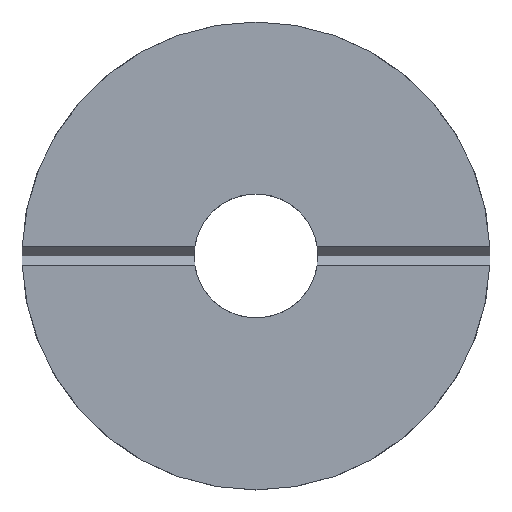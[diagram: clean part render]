
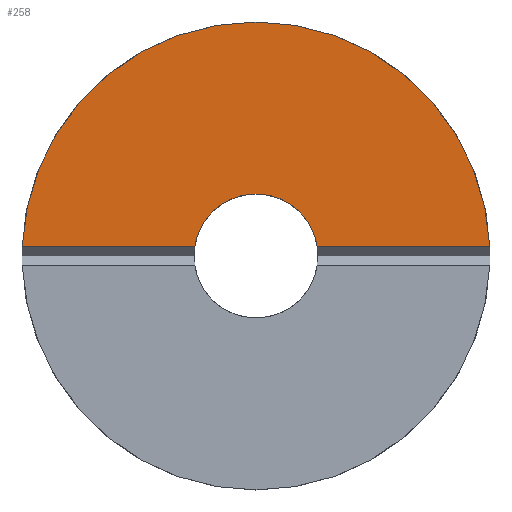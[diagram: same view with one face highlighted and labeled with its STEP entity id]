
A CAD part, top view. The second image highlights one B-rep face of the part: STEP entity #258.
In plain terms, the highlighted planar face has unit normal (0, 0, 1).
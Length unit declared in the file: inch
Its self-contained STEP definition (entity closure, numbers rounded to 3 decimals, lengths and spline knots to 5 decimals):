
#17 = EDGE_CURVE ( 'NONE', #207, #81, #293, .T. ) ;
#25 = AXIS2_PLACEMENT_3D ( 'NONE', #115, #197, #90 ) ;
#33 = AXIS2_PLACEMENT_3D ( 'NONE', #125, #230, #157 ) ;
#36 = AXIS2_PLACEMENT_3D ( 'NONE', #199, #168, #241 ) ;
#58 = EDGE_CURVE ( 'NONE', #239, #207, #284, .T. ) ;
#68 = EDGE_CURVE ( 'NONE', #119, #239, #311, .T. ) ;
#69 = EDGE_CURVE ( 'NONE', #119, #81, #379, .T. ) ;
#72 = PLANE ( 'NONE',  #36 ) ;
#81 = VERTEX_POINT ( 'NONE', #114 ) ;
#90 = DIRECTION ( 'NONE',  ( 1., 0., 0. ) ) ;
#114 = CARTESIAN_POINT ( 'NONE',  ( -0.13149, 0.02, 0. ) ) ;
#115 = CARTESIAN_POINT ( 'NONE',  ( 0., 0., 0. ) ) ;
#119 = VERTEX_POINT ( 'NONE', #166 ) ;
#120 = CARTESIAN_POINT ( 'NONE',  ( -0.5021, 0.02, 0. ) ) ;
#125 = CARTESIAN_POINT ( 'NONE',  ( 0., 0., 0. ) ) ;
#137 = CARTESIAN_POINT ( 'NONE',  ( -0.625, 0.02, 0. ) ) ;
#157 = DIRECTION ( 'NONE',  ( 1., 0., 0. ) ) ;
#159 = DIRECTION ( 'NONE',  ( 1., 0., 0. ) ) ;
#166 = CARTESIAN_POINT ( 'NONE',  ( 0.13149, 0.02, 0. ) ) ;
#168 = DIRECTION ( 'NONE',  ( 0., 0., 1. ) ) ;
#173 = CARTESIAN_POINT ( 'NONE',  ( 0.5021, 0.02, 0. ) ) ;
#197 = DIRECTION ( 'NONE',  ( 0., 0., 1. ) ) ;
#199 = CARTESIAN_POINT ( 'NONE',  ( 0., 0., 0. ) ) ;
#204 = CARTESIAN_POINT ( 'NONE',  ( -0.625, 0.02, 0. ) ) ;
#207 = VERTEX_POINT ( 'NONE', #120 ) ;
#228 = DIRECTION ( 'NONE',  ( 1., 0., 0. ) ) ;
#230 = DIRECTION ( 'NONE',  ( 0., 0., 1. ) ) ;
#239 = VERTEX_POINT ( 'NONE', #173 ) ;
#241 = DIRECTION ( 'NONE',  ( 1., 0., 0. ) ) ;
#258 = ADVANCED_FACE ( 'NONE', ( #381 ), #72, .T. ) ;
#264 = EDGE_LOOP ( 'NONE', ( #337, #273, #340, #270 ) ) ;
#267 = VECTOR ( 'NONE', #228, 39.37008 ) ;
#270 = ORIENTED_EDGE ( 'NONE', *, *, #69, .F. ) ;
#273 = ORIENTED_EDGE ( 'NONE', *, *, #58, .T. ) ;
#284 = CIRCLE ( 'NONE', #33, 0.5025 ) ;
#293 = LINE ( 'NONE', #137, #351 ) ;
#311 = LINE ( 'NONE', #204, #267 ) ;
#337 = ORIENTED_EDGE ( 'NONE', *, *, #68, .T. ) ;
#340 = ORIENTED_EDGE ( 'NONE', *, *, #17, .T. ) ;
#351 = VECTOR ( 'NONE', #159, 39.37008 ) ;
#379 = CIRCLE ( 'NONE', #25, 0.133 ) ;
#381 = FACE_OUTER_BOUND ( 'NONE', #264, .T. ) ;
